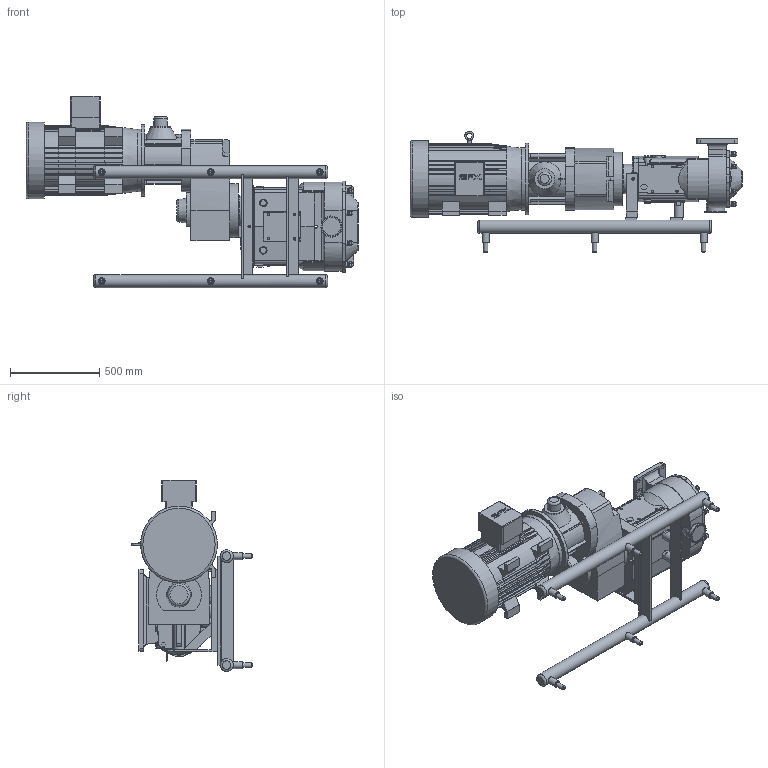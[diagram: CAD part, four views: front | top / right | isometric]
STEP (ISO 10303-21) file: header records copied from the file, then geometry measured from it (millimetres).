
FILE_DESCRIPTION(/* description */ (''),/* implementation_level */ '2;1');
FILE_NAME(/* name */ 'U2_214U2_326TC_(3.45 x 12.70)x4_S-Line_50HP_SIDE_SM.stp',/* time_stamp */ '2021-05-24T18:39:32+05:00',/* author */ ('trtmhr'),/* organization */ (''),/* preprocessor_version */ 'ST-DEVELOPER v18.1',/* originating_system */ 'Autodesk Inventor 2020',/* authorisation */ '');
FILE_SCHEMA (('AUTOMOTIVE_DESIGN { 1 0 10303 214 3 1 1 }'));
Length unit declared in the file: inch
Products named in the file (1): U2_214U2_326TC_(3.45 x 12.70)x4_S-Line_50HP_SIDE_SM
Bounding box: 1856.82 x 678.68 x 1070.45 mm (x, y, z)
Volume: 221545652 mm3; surface area: 5381580 mm2
Topology: 6 solids, 6 shells, 1290 faces, 3463 edges, 2258 vertices
Faces by surface type: plane 675, cylinder 370, bspline 105, torus 76, cone 48, sphere 16
Full cylindrical faces by diameter (mm): 2.54 x2, 5.08 x1, 7.62 x2, 7.798 x1, 10.719 x1, 12.395 x5, 12.7 x8, 14.224 x2, 14.3 x3, 16.669 x1, 17.526 x6, 22.225 x1, 23.012 x8, 25.4 x6, 29.083 x8, 38.1 x10, 50.8 x2, 75.997 x1, 101.6 x1, 102.946 x1, 103.962 x1, 111.989 x1, 119.024 x1, 299.974 x1, 350.012 x1, 399.999 x1, 429.514 x1
Entity records: 44354 total; most frequent: CARTESIAN_POINT 11812, ORIENTED_EDGE 6908, DIRECTION 6523, EDGE_CURVE 3454, AXIS2_PLACEMENT_3D 2298, VERTEX_POINT 2258, LINE 1927, VECTOR 1927
